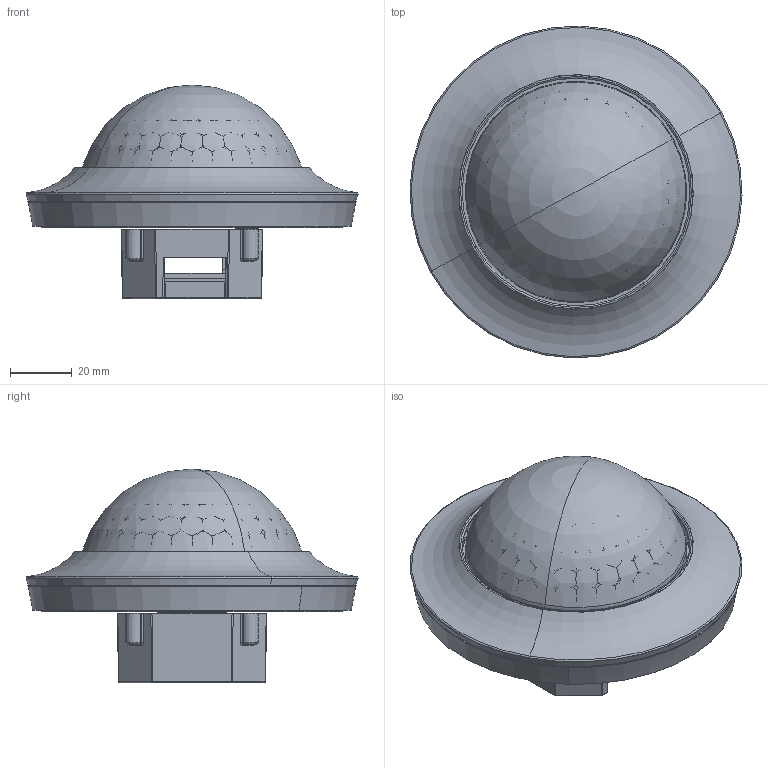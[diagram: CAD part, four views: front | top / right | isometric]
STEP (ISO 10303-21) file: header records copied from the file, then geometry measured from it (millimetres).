
FILE_DESCRIPTION(('CATIA V5 STEP Exchange'),'2;1');
FILE_NAME('BIM_01-PM-2-1-00-000-A08-091111_3D_ZSB_24M_UG01_UG02_UG03_ALLCATPART.stp','2015-08-20T13:12:31+00:00',('none'),('none'),'CATIA Version 5 Release 19 SP 3 (IN-10)','CATIA V5 STEP AP214','none');
FILE_SCHEMA(('AUTOMOTIVE_DESIGN { 1 0 10303 214 1 1 1 1 }'));
Length unit declared in the file: millimetre
Products named in the file (1): BIM_01-PM-2-1-00-000-A08-091111_3D_ZSB_24M_UG01_UG02_UG03_AllCATPart
Bounding box: 107.91 x 107.91 x 69.5 mm (x, y, z)
Volume: 46719.8 mm3; surface area: 85224.6 mm2
Topology: 5 solids, 5 shells, 2844 faces, 7854 edges, 4377 vertices
Faces by surface type: sphere 750, plane 585, cylinder 505, bspline 409, torus 347, cone 248
Entity records: 106704 total; most frequent: CARTESIAN_POINT 49322, ORIENTED_EDGE 14314, DIRECTION 7575, EDGE_CURVE 7157, VERTEX_POINT 4377, AXIS2_PLACEMENT_3D 4219, B_SPLINE_CURVE_WITH_KNOTS 3366, EDGE_LOOP 2954
